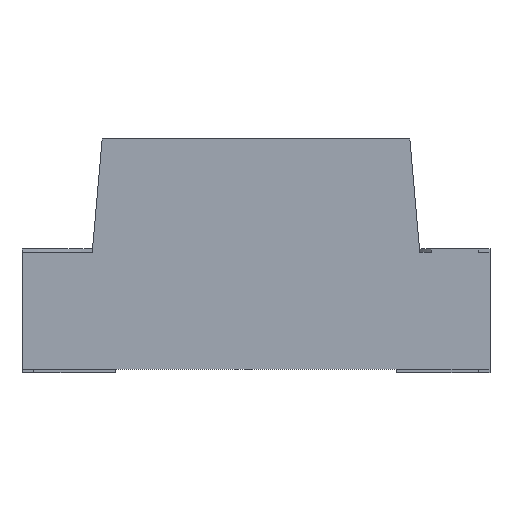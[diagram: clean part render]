
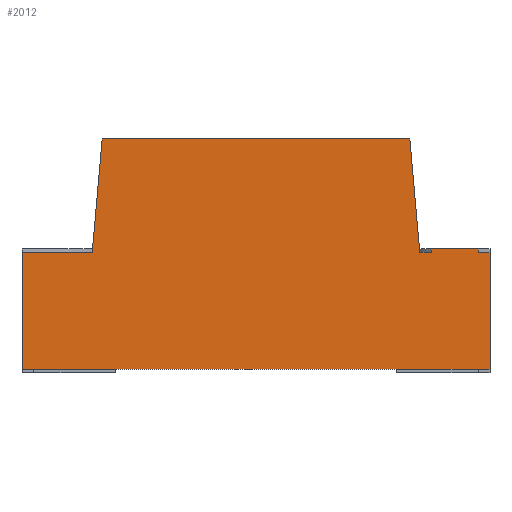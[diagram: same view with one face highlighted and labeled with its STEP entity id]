
A CAD part, front view. The second image highlights one B-rep face of the part: STEP entity #2012.
In plain terms, the highlighted planar face has unit normal (0, -1, 0).
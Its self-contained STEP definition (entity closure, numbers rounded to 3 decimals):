
#171=DIRECTION('',(1.,0.,0.));
#172=VECTOR('',#171,2.);
#173=CARTESIAN_POINT('',(-1.,-0.625,0.));
#174=LINE('',#173,#172);
#481=DIRECTION('',(0.,0.,1.));
#482=VECTOR('',#481,0.5);
#483=CARTESIAN_POINT('',(1.,-0.625,0.));
#484=LINE('',#483,#482);
#646=DIRECTION('',(1.,0.,0.));
#647=VECTOR('',#646,0.2);
#648=CARTESIAN_POINT('',(0.75,-0.625,0.515));
#649=LINE('',#648,#647);
#733=DIRECTION('',(1.,0.,0.));
#734=VECTOR('',#733,0.3);
#735=CARTESIAN_POINT('',(-1.,-0.625,0.5));
#736=LINE('',#735,#734);
#848=DIRECTION('',(1.,0.,0.));
#849=VECTOR('',#848,0.05);
#850=CARTESIAN_POINT('',(0.7,-0.625,0.5));
#851=LINE('',#850,#849);
#883=DIRECTION('',(1.,0.,0.));
#884=VECTOR('',#883,0.05);
#885=CARTESIAN_POINT('',(0.95,-0.625,0.5));
#886=LINE('',#885,#884);
#981=DIRECTION('',(-0.087,0.,0.996));
#982=VECTOR('',#981,0.487);
#983=CARTESIAN_POINT('',(0.7,-0.625,0.5));
#984=LINE('',#983,#982);
#988=DIRECTION('',(0.,0.,1.));
#989=VECTOR('',#988,0.015);
#990=CARTESIAN_POINT('',(0.75,-0.625,0.5));
#991=LINE('',#990,#989);
#995=DIRECTION('',(0.,0.,1.));
#996=VECTOR('',#995,0.5);
#997=CARTESIAN_POINT('',(-1.,-0.625,0.));
#998=LINE('',#997,#996);
#1002=DIRECTION('',(0.087,0.,0.996));
#1003=VECTOR('',#1002,0.487);
#1004=CARTESIAN_POINT('',(-0.7,-0.625,0.5));
#1005=LINE('',#1004,#1003);
#1023=DIRECTION('',(0.,0.,1.));
#1024=VECTOR('',#1023,0.015);
#1025=CARTESIAN_POINT('',(0.95,-0.625,0.5));
#1026=LINE('',#1025,#1024);
#1051=DIRECTION('',(1.,0.,0.));
#1052=VECTOR('',#1051,1.315);
#1053=CARTESIAN_POINT('',(-0.658,-0.625,0.985));
#1054=LINE('',#1053,#1052);
#1069=CARTESIAN_POINT('',(-1.,-0.625,0.));
#1070=CARTESIAN_POINT('',(1.,-0.625,0.));
#1071=VERTEX_POINT('',#1069);
#1072=VERTEX_POINT('',#1070);
#1073=CARTESIAN_POINT('',(1.,-0.625,0.5));
#1074=VERTEX_POINT('',#1073);
#1079=CARTESIAN_POINT('',(-1.,-0.625,0.5));
#1080=VERTEX_POINT('',#1079);
#1085=CARTESIAN_POINT('',(-0.658,-0.625,0.985));
#1086=VERTEX_POINT('',#1085);
#1087=CARTESIAN_POINT('',(0.658,-0.625,0.985));
#1088=VERTEX_POINT('',#1087);
#1091=CARTESIAN_POINT('',(-0.7,-0.625,0.5));
#1092=VERTEX_POINT('',#1091);
#1095=CARTESIAN_POINT('',(0.7,-0.625,0.5));
#1096=VERTEX_POINT('',#1095);
#1127=CARTESIAN_POINT('',(0.75,-0.625,0.515));
#1128=VERTEX_POINT('',#1127);
#1129=CARTESIAN_POINT('',(0.95,-0.625,0.515));
#1130=VERTEX_POINT('',#1129);
#1161=CARTESIAN_POINT('',(0.75,-0.625,0.5));
#1162=VERTEX_POINT('',#1161);
#1163=CARTESIAN_POINT('',(0.95,-0.625,0.5));
#1165=VERTEX_POINT('',#1163);
#1990=CARTESIAN_POINT('',(-1.,-0.625,0.));
#1991=DIRECTION('',(0.,-1.,0.));
#1992=DIRECTION('',(1.,0.,0.));
#1993=AXIS2_PLACEMENT_3D('',#1990,#1991,#1992);
#1994=PLANE('',#1993);
#1995=ORIENTED_EDGE('',*,*,#1820,.T.);
#1997=ORIENTED_EDGE('',*,*,#1996,.T.);
#1998=ORIENTED_EDGE('',*,*,#1704,.T.);
#2000=ORIENTED_EDGE('',*,*,#1999,.F.);
#2001=ORIENTED_EDGE('',*,*,#1837,.T.);
#2002=ORIENTED_EDGE('',*,*,#1527,.F.);
#2003=ORIENTED_EDGE('',*,*,#1262,.F.);
#2004=ORIENTED_EDGE('',*,*,#1358,.T.);
#2005=ORIENTED_EDGE('',*,*,#1760,.T.);
#2006=ORIENTED_EDGE('',*,*,#1879,.T.);
#2008=ORIENTED_EDGE('',*,*,#2007,.T.);
#2009=ORIENTED_EDGE('',*,*,#1981,.F.);
#2010=EDGE_LOOP('',(#1995,#1997,#1998,#2000,#2001,#2002,#2003,#2004,#2005,#2006,
#2008,#2009));
#2011=FACE_OUTER_BOUND('',#2010,.F.);
#1262=EDGE_CURVE('',#1071,#1072,#174,.T.);
#1358=EDGE_CURVE('',#1071,#1080,#998,.T.);
#1527=EDGE_CURVE('',#1072,#1074,#484,.T.);
#1704=EDGE_CURVE('',#1128,#1130,#649,.T.);
#1760=EDGE_CURVE('',#1080,#1092,#736,.T.);
#1820=EDGE_CURVE('',#1096,#1162,#851,.T.);
#1837=EDGE_CURVE('',#1165,#1074,#886,.T.);
#1879=EDGE_CURVE('',#1092,#1086,#1005,.T.);
#1981=EDGE_CURVE('',#1096,#1088,#984,.T.);
#1996=EDGE_CURVE('',#1162,#1128,#991,.T.);
#1999=EDGE_CURVE('',#1165,#1130,#1026,.T.);
#2007=EDGE_CURVE('',#1086,#1088,#1054,.T.);
#2012=ADVANCED_FACE('',(#2011),#1994,.T.);
